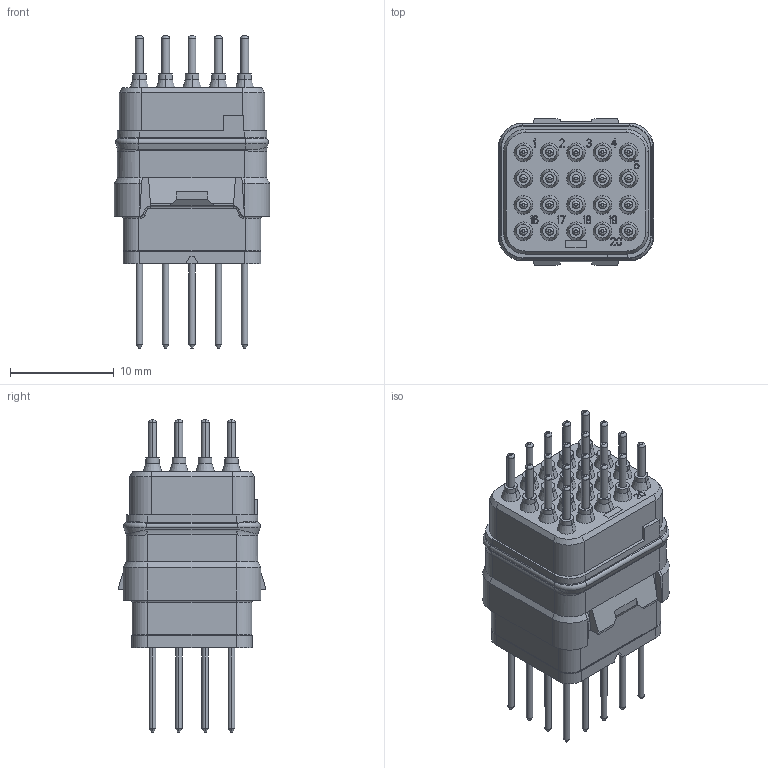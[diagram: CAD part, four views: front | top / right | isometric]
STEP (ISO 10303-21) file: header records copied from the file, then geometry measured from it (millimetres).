
FILE_DESCRIPTION((''),'2;1');
FILE_NAME('SIME2022PNG','2019-12-16T',('presta_be4'),(''),'CREO PARAMETRIC BY PTC INC, 2018360','CREO PARAMETRIC BY PTC INC, 2018360','');
FILE_SCHEMA(('CONFIG_CONTROL_DESIGN'));
Products named in the file (1): SIME2022PNG
Bounding box: 15 x 14.2 x 30.11 mm (x, y, z)
Volume: 2550.5 mm3; surface area: 4519.1 mm2
Topology: 1 solids, 1 shells, 1812 faces, 4293 edges, 2702 vertices
Faces by surface type: plane 856, cylinder 564, cone 216, bspline 156, torus 20
Entity records: 58396 total; most frequent: CARTESIAN_POINT 15927, DIRECTION 9048, ORIENTED_EDGE 8586, EDGE_CURVE 4293, AXIS2_PLACEMENT_3D 3221, VERTEX_POINT 2702, VECTOR 2606, LINE 2606
